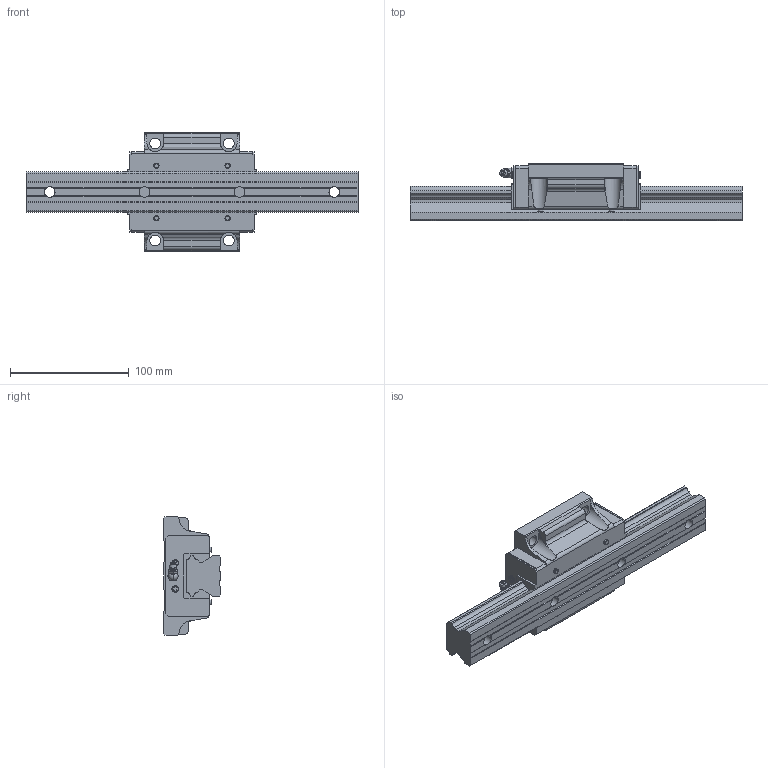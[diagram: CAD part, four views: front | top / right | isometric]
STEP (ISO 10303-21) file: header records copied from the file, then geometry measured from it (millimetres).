
FILE_DESCRIPTION( ( '' ), '1' );
FILE_NAME( 'HSR35 B 1 SS +280L( 20B-M6F085.3000).stp', '2015-10-08T17:11:46', ( '' ), ( '' ), ' ', ' ', ' ' );
FILE_SCHEMA( ( 'automotive_design' ) );
Length unit declared in the file: millimetre
Products named in the file (3): 1; 2; 3
Bounding box: 280 x 48 x 100 mm (x, y, z)
Volume: 492320.5 mm3; surface area: 81694 mm2
Topology: 3 solids, 3 shells, 342 faces, 949 edges, 622 vertices
Faces by surface type: plane 218, cylinder 74, torus 22, cone 22, sphere 6
Entity records: 21807 total; most frequent: CARTESIAN_POINT 2246, STYLED_ITEM 1908, PRESENTATION_STYLE_ASSIGNMENT 1908, COLOUR_RGB 1908, DIRECTION 1888, ORIENTED_EDGE 1882, EDGE_CURVE 941, CURVE_STYLE 941
